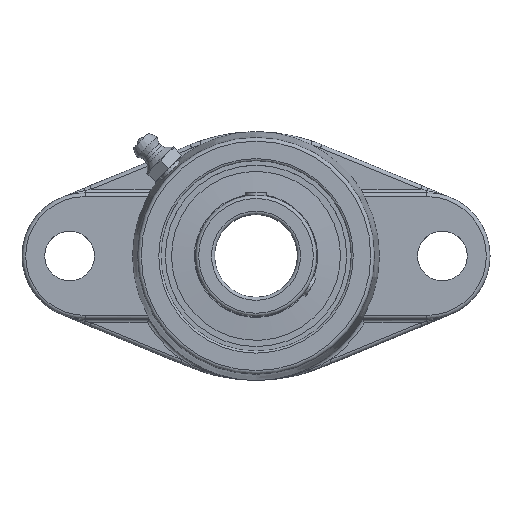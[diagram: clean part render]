
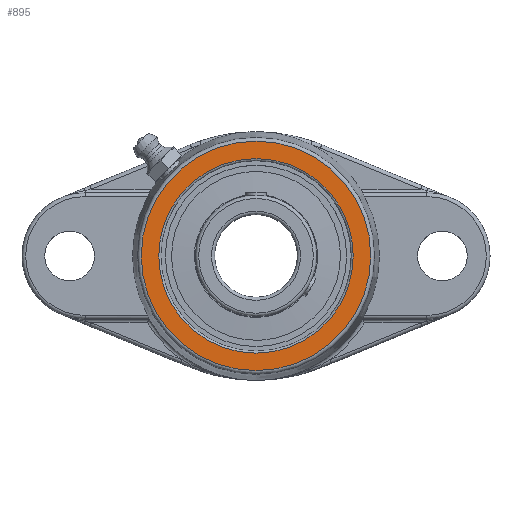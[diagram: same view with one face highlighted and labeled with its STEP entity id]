
A CAD part, top view. The second image highlights one B-rep face of the part: STEP entity #895.
In plain terms, the highlighted planar face has unit normal (0, 0, 1).
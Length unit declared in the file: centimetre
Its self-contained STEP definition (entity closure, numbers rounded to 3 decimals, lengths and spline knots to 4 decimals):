
#64=CARTESIAN_POINT('',(0.,2.7706,2.55));
#65=VERTEX_POINT('',#64);
#92=CARTESIAN_POINT('',(0.,0.,2.55));
#93=DIRECTION('',(-0.,0.,-1.));
#94=DIRECTION('',(-0.,-1.,0.));
#95=AXIS2_PLACEMENT_3D('',#92,#93,#94);
#96=CIRCLE('',#95,2.7706);
#97=EDGE_CURVE('',#65,#65,#96,.T.);
#876=CARTESIAN_POINT('',(0.,-0.,2.55));
#877=DIRECTION('',(0.,0.,1.));
#878=DIRECTION('',(1.,0.,0.));
#879=AXIS2_PLACEMENT_3D('',#876,#877,#878);
#880=PLANE('',#879);
#881=CARTESIAN_POINT('',(-0.,2.3487,2.55));
#882=VERTEX_POINT('',#881);
#883=CARTESIAN_POINT('',(0.,0.,2.55));
#884=DIRECTION('',(0.,0.,1.));
#885=DIRECTION('',(0.,-1.,0.));
#886=AXIS2_PLACEMENT_3D('',#883,#884,#885);
#887=CIRCLE('',#886,2.3487);
#888=EDGE_CURVE('',#882,#882,#887,.T.);
#889=ORIENTED_EDGE('',*,*,#888,.F.);
#890=EDGE_LOOP('',(#889));
#891=FACE_BOUND('',#890,.T.);
#892=ORIENTED_EDGE('',*,*,#97,.F.);
#893=EDGE_LOOP('',(#892));
#894=FACE_BOUND('',#893,.T.);
#895=ADVANCED_FACE('',(#891,#894),#880,.T.);
